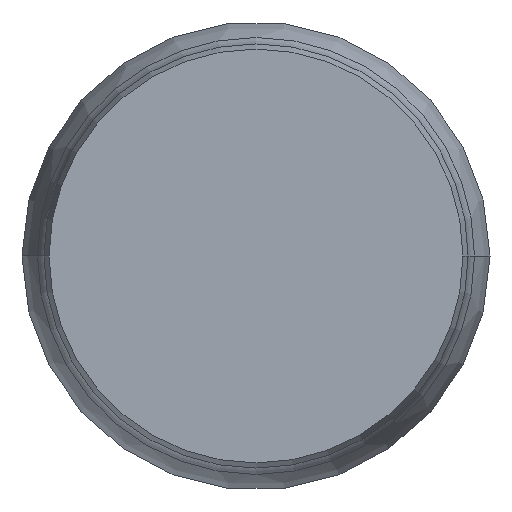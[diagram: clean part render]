
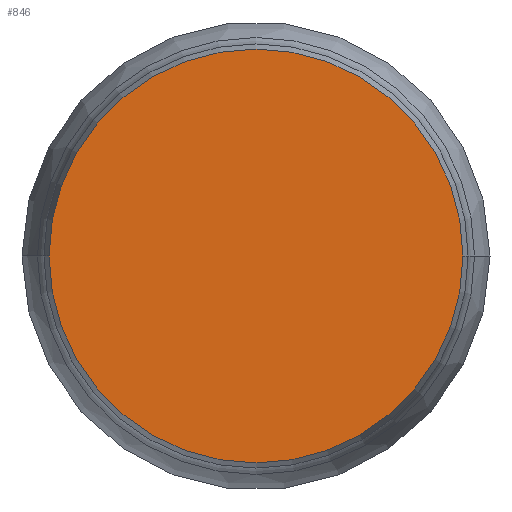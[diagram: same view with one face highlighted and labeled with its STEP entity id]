
A CAD part, left-side view. The second image highlights one B-rep face of the part: STEP entity #846.
In plain terms, the highlighted planar face has unit normal (-1, 0, 0).
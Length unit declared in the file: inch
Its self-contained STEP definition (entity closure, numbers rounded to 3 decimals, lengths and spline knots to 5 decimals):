
#22 = CARTESIAN_POINT ( 'NONE',  ( 0., -0.0322, 0. ) ) ;
#43 = VERTEX_POINT ( 'NONE', #77 ) ;
#57 = VERTEX_POINT ( 'NONE', #22 ) ;
#77 = CARTESIAN_POINT ( 'NONE',  ( 0., 0.0322, 0. ) ) ;
#92 = EDGE_LOOP ( 'NONE', ( #390, #391 ) ) ;
#258 = DIRECTION ( 'NONE',  ( 0., -1., 0. ) ) ;
#260 = DIRECTION ( 'NONE',  ( -1., 0., 0. ) ) ;
#262 = PLANE ( 'NONE',  #625 ) ;
#264 = FACE_OUTER_BOUND ( 'NONE', #92, .T. ) ;
#267 = CARTESIAN_POINT ( 'NONE',  ( 0., 0., 0. ) ) ;
#359 = DIRECTION ( 'NONE',  ( 0., -1., 0. ) ) ;
#360 = DIRECTION ( 'NONE',  ( -1., 0., 0. ) ) ;
#361 = CARTESIAN_POINT ( 'NONE',  ( 0., 0., 0. ) ) ;
#366 = DIRECTION ( 'NONE',  ( 0., -1., 0. ) ) ;
#367 = DIRECTION ( 'NONE',  ( -1., 0., 0. ) ) ;
#369 = CARTESIAN_POINT ( 'NONE',  ( 0., 0., 0. ) ) ;
#390 = ORIENTED_EDGE ( 'NONE', *, *, #820, .T. ) ;
#391 = ORIENTED_EDGE ( 'NONE', *, *, #823, .T. ) ;
#625 = AXIS2_PLACEMENT_3D ( 'NONE', #267, #260, #258 ) ;
#671 = AXIS2_PLACEMENT_3D ( 'NONE', #361, #360, #359 ) ;
#674 = CIRCLE ( 'NONE', #671, 0.0322 ) ;
#676 = AXIS2_PLACEMENT_3D ( 'NONE', #369, #367, #366 ) ;
#678 = CIRCLE ( 'NONE', #676, 0.0322 ) ;
#820 = EDGE_CURVE ( 'NONE', #57, #43, #678, .T. ) ;
#823 = EDGE_CURVE ( 'NONE', #43, #57, #674, .T. ) ;
#846 = ADVANCED_FACE ( 'NONE', ( #264 ), #262, .T. ) ;
